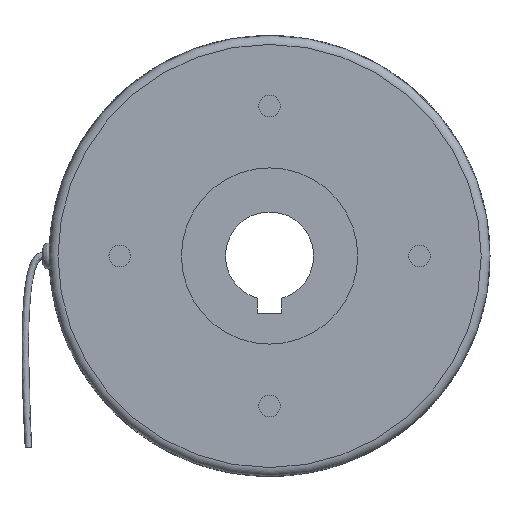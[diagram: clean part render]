
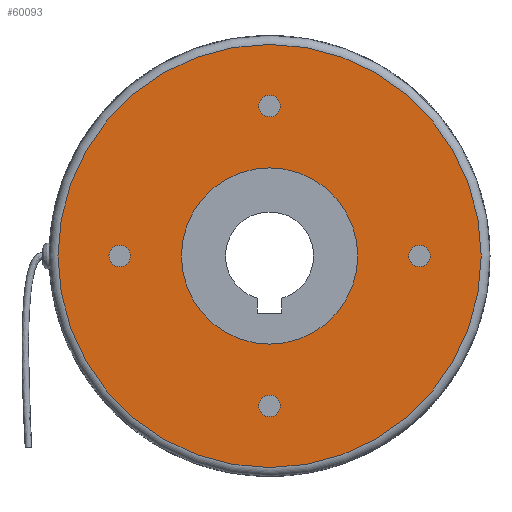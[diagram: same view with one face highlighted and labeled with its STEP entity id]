
A CAD part, left-side view. The second image highlights one B-rep face of the part: STEP entity #60093.
In plain terms, the highlighted planar face has unit normal (-1, 0, 0).
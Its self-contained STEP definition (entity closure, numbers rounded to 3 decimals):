
#1306=FACE_BOUND('',#10271,.T.);
#1307=FACE_BOUND('',#10272,.T.);
#1308=FACE_BOUND('',#10273,.T.);
#1309=FACE_BOUND('',#10274,.T.);
#1310=FACE_BOUND('',#10275,.T.);
#3629=PLANE('',#67887);
#6129=FACE_OUTER_BOUND('',#10270,.T.);
#10270=EDGE_LOOP('',(#53026));
#10271=EDGE_LOOP('',(#53027));
#10272=EDGE_LOOP('',(#53028));
#10273=EDGE_LOOP('',(#53029));
#10274=EDGE_LOOP('',(#53030));
#10275=EDGE_LOOP('',(#53031));
#21844=CIRCLE('',#67871,2.459);
#21846=CIRCLE('',#67874,2.459);
#21848=CIRCLE('',#67877,2.459);
#21850=CIRCLE('',#67880,2.459);
#21853=CIRCLE('',#67886,20.);
#21854=CIRCLE('',#67888,48.);
#27960=VERTEX_POINT('',#113111);
#27962=VERTEX_POINT('',#113117);
#27964=VERTEX_POINT('',#113123);
#27966=VERTEX_POINT('',#113129);
#27969=VERTEX_POINT('',#113140);
#27970=VERTEX_POINT('',#113144);
#36561=EDGE_CURVE('',#27960,#27960,#21844,.T.);
#36564=EDGE_CURVE('',#27962,#27962,#21846,.T.);
#36567=EDGE_CURVE('',#27964,#27964,#21848,.T.);
#36570=EDGE_CURVE('',#27966,#27966,#21850,.T.);
#36574=EDGE_CURVE('',#27969,#27969,#21853,.T.);
#36576=EDGE_CURVE('',#27970,#27970,#21854,.T.);
#53026=ORIENTED_EDGE('',*,*,#36576,.F.);
#53027=ORIENTED_EDGE('',*,*,#36561,.T.);
#53028=ORIENTED_EDGE('',*,*,#36564,.T.);
#53029=ORIENTED_EDGE('',*,*,#36567,.T.);
#53030=ORIENTED_EDGE('',*,*,#36570,.T.);
#53031=ORIENTED_EDGE('',*,*,#36574,.T.);
#60093=ADVANCED_FACE('',(#6129,#1306,#1307,#1308,#1309,#1310),#3629,.T.);
#67871=AXIS2_PLACEMENT_3D('',#113113,#86362,#86363);
#67874=AXIS2_PLACEMENT_3D('',#113119,#86369,#86370);
#67877=AXIS2_PLACEMENT_3D('',#113125,#86376,#86377);
#67880=AXIS2_PLACEMENT_3D('',#113131,#86383,#86384);
#67886=AXIS2_PLACEMENT_3D('',#113141,#86396,#86397);
#67887=AXIS2_PLACEMENT_3D('',#113143,#86399,#86400);
#67888=AXIS2_PLACEMENT_3D('',#113145,#86401,#86402);
#86362=DIRECTION('center_axis',(1.,0.,0.));
#86363=DIRECTION('ref_axis',(0.,0.,
1.));
#86369=DIRECTION('center_axis',(1.,0.,0.));
#86370=DIRECTION('ref_axis',(0.,0.,
1.));
#86376=DIRECTION('center_axis',(1.,0.,0.));
#86377=DIRECTION('ref_axis',(0.,0.,
1.));
#86383=DIRECTION('center_axis',(1.,0.,0.));
#86384=DIRECTION('ref_axis',(0.,0.,
1.));
#86396=DIRECTION('center_axis',(1.,0.,0.));
#86397=DIRECTION('ref_axis',(0.,1.,0.));
#86399=DIRECTION('center_axis',(-1.,0.,0.));
#86400=DIRECTION('ref_axis',(0.,0.,
1.));
#86401=DIRECTION('center_axis',(1.,0.,0.));
#86402=DIRECTION('ref_axis',(0.,1.,0.));
#113111=CARTESIAN_POINT('',(-7.297,0.,31.541));
#113113=CARTESIAN_POINT('Origin',(-7.297,0.,
34.));
#113117=CARTESIAN_POINT('',(-7.297,-34.,-2.459));
#113119=CARTESIAN_POINT('Origin',(-7.297,-34.,0.));
#113123=CARTESIAN_POINT('',(-7.297,0.,-36.458));
#113125=CARTESIAN_POINT('Origin',(-7.297,0.,
-34.));
#113129=CARTESIAN_POINT('',(-7.297,34.,-2.458));
#113131=CARTESIAN_POINT('Origin',(-7.297,34.,0.));
#113140=CARTESIAN_POINT('',(-7.297,-20.,0.));
#113141=CARTESIAN_POINT('Origin',(-7.297,0.,
0.));
#113143=CARTESIAN_POINT('Origin',(-7.297,34.,0.));
#113144=CARTESIAN_POINT('',(-7.297,0.,48.));
#113145=CARTESIAN_POINT('Origin',(-7.297,0.,
0.));
